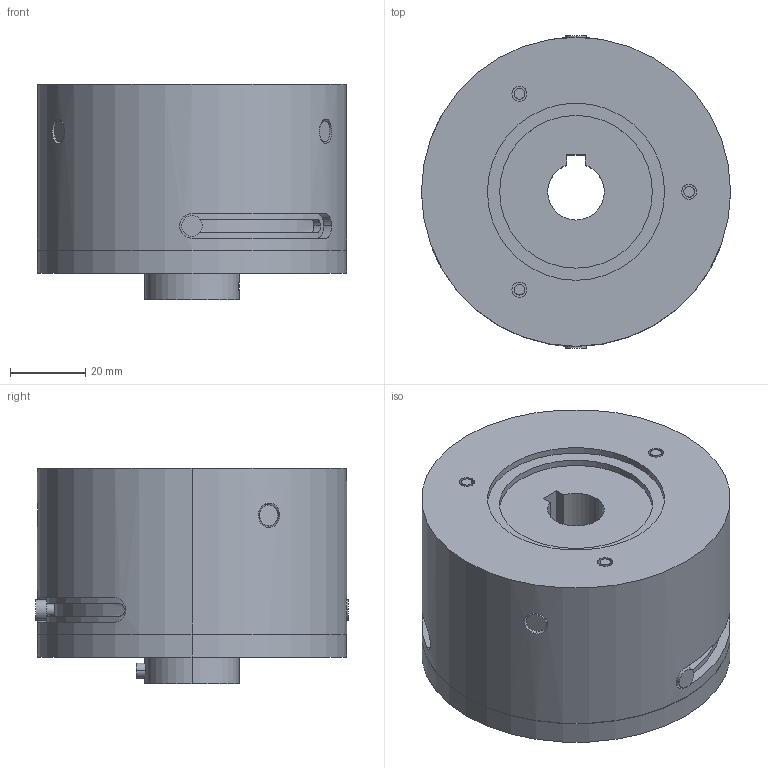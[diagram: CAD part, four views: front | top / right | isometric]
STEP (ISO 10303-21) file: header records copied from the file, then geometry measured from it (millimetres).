
FILE_DESCRIPTION (( 'STEP AP203' ), '1' );
FILE_NAME ('PHT 10D_25297400(１体）.STEP', '2016-03-15T06:37:55', ( ' ' ), ( '' ), 'SwSTEP 2.0', 'SolidWorks 2009', '' );
FILE_SCHEMA (( 'CONFIG_CONTROL_DESIGN' ));
Length unit declared in the file: millimetre
Products named in the file (1): PHT 10D_25297400(１体）
Bounding box: 82 x 83 x 57.2 mm (x, y, z)
Volume: 246568.5 mm3; surface area: 32527.1 mm2
Topology: 3 solids, 3 shells, 136 faces, 286 edges, 188 vertices
Faces by surface type: cylinder 89, plane 47
Entity records: 4519 total; most frequent: CARTESIAN_POINT 1453, DIRECTION 658, ORIENTED_EDGE 572, EDGE_CURVE 286, AXIS2_PLACEMENT_3D 279, VERTEX_POINT 188, EDGE_LOOP 170, CIRCLE 142
